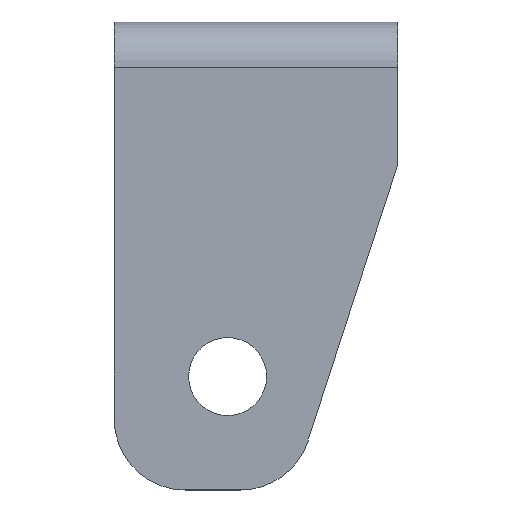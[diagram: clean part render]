
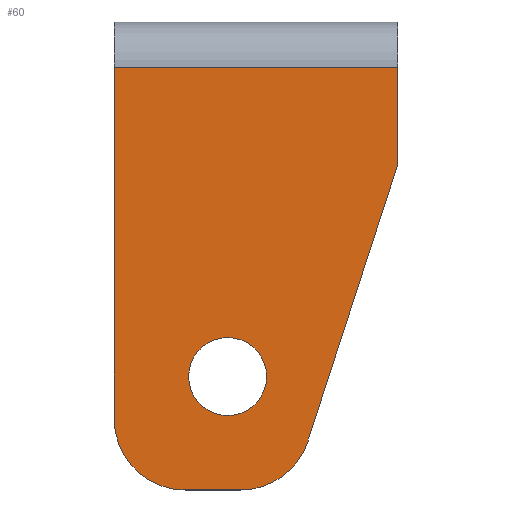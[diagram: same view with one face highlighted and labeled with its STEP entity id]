
A CAD part, left-side view. The second image highlights one B-rep face of the part: STEP entity #60.
In plain terms, the highlighted planar face has unit normal (-1, 0, 0).
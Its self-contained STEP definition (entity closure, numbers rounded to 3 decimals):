
#4 = CARTESIAN_POINT ( 'NONE',  ( -22., 12., -22. ) ) ;
#8 = DIRECTION ( 'NONE',  ( 0., 0., 1. ) ) ;
#34 = CARTESIAN_POINT ( 'NONE',  ( -22., 20., -25. ) ) ;
#56 = CARTESIAN_POINT ( 'NONE',  ( -22., 12., -22. ) ) ;
#60 = ADVANCED_FACE ( 'NONE', ( #457, #616 ), #311, .F. ) ;
#66 = DIRECTION ( 'NONE',  ( 0., -0.309, 0.951 ) ) ;
#91 = ORIENTED_EDGE ( 'NONE', *, *, #627, .F. ) ;
#97 = VECTOR ( 'NONE', #639, 1000. ) ;
#135 = VECTOR ( 'NONE', #486, 1000. ) ;
#151 = CIRCLE ( 'NONE', #202, 2.75 ) ;
#161 = DIRECTION ( 'NONE',  ( -1., 0., 0. ) ) ;
#164 = ORIENTED_EDGE ( 'NONE', *, *, #819, .F. ) ;
#171 = DIRECTION ( 'NONE',  ( 0., -1., 0. ) ) ;
#173 = EDGE_CURVE ( 'NONE', #651, #899, #888, .T. ) ;
#194 = EDGE_LOOP ( 'NONE', ( #91, #240 ) ) ;
#202 = AXIS2_PLACEMENT_3D ( 'NONE', #4, #654, #8 ) ;
#218 = CARTESIAN_POINT ( 'NONE',  ( -22., 11.089, -25. ) ) ;
#219 = CIRCLE ( 'NONE', #695, 2.75 ) ;
#224 = DIRECTION ( 'NONE',  ( 0., 0., -1. ) ) ;
#233 = CIRCLE ( 'NONE', #626, 5. ) ;
#240 = ORIENTED_EDGE ( 'NONE', *, *, #867, .F. ) ;
#242 = CARTESIAN_POINT ( 'NONE',  ( -22., 15., -30. ) ) ;
#246 = DIRECTION ( 'NONE',  ( 0., 0., -1. ) ) ;
#257 = EDGE_CURVE ( 'NONE', #977, #814, #406, .T. ) ;
#272 = VERTEX_POINT ( 'NONE', #564 ) ;
#275 = LINE ( 'NONE', #746, #805 ) ;
#308 = ORIENTED_EDGE ( 'NONE', *, *, #1011, .T. ) ;
#311 = PLANE ( 'NONE',  #869 ) ;
#351 = CARTESIAN_POINT ( 'NONE',  ( -22., 20., -0.2 ) ) ;
#394 = CARTESIAN_POINT ( 'NONE',  ( -22., 8.654, -33.687 ) ) ;
#406 = LINE ( 'NONE', #351, #97 ) ;
#408 = LINE ( 'NONE', #394, #629 ) ;
#437 = ORIENTED_EDGE ( 'NONE', *, *, #588, .T. ) ;
#440 = DIRECTION ( 'NONE',  ( 0., 0., 1. ) ) ;
#444 = CARTESIAN_POINT ( 'NONE',  ( -22., 12., -24.75 ) ) ;
#450 = CIRCLE ( 'NONE', #711, 5. ) ;
#453 = ORIENTED_EDGE ( 'NONE', *, *, #173, .T. ) ;
#457 = FACE_BOUND ( 'NONE', #194, .T. ) ;
#470 = DIRECTION ( 'NONE',  ( -1., 0., 0. ) ) ;
#478 = ORIENTED_EDGE ( 'NONE', *, *, #257, .F. ) ;
#486 = DIRECTION ( 'NONE',  ( 0., 0., 1. ) ) ;
#519 = CARTESIAN_POINT ( 'NONE',  ( -22., 11.089, -30. ) ) ;
#564 = CARTESIAN_POINT ( 'NONE',  ( -22., 6.333, -26.545 ) ) ;
#570 = EDGE_LOOP ( 'NONE', ( #164, #632, #453, #770, #308, #437, #478 ) ) ;
#571 = EDGE_CURVE ( 'NONE', #899, #272, #233, .T. ) ;
#577 = CARTESIAN_POINT ( 'NONE',  ( -22., 0., -0.2 ) ) ;
#588 = EDGE_CURVE ( 'NONE', #837, #814, #956, .T. ) ;
#591 = VERTEX_POINT ( 'NONE', #798 ) ;
#594 = CARTESIAN_POINT ( 'NONE',  ( -22., 0., -7.053 ) ) ;
#616 = FACE_OUTER_BOUND ( 'NONE', #570, .T. ) ;
#626 = AXIS2_PLACEMENT_3D ( 'NONE', #218, #161, #917 ) ;
#627 = EDGE_CURVE ( 'NONE', #591, #858, #151, .T. ) ;
#629 = VECTOR ( 'NONE', #66, 1000. ) ;
#632 = ORIENTED_EDGE ( 'NONE', *, *, #1021, .T. ) ;
#639 = DIRECTION ( 'NONE',  ( 0., -1., 0. ) ) ;
#651 = VERTEX_POINT ( 'NONE', #242 ) ;
#654 = DIRECTION ( 'NONE',  ( -1., 0., 0. ) ) ;
#661 = CARTESIAN_POINT ( 'NONE',  ( -22., 20., -30. ) ) ;
#686 = CARTESIAN_POINT ( 'NONE',  ( -22., 20., -0.2 ) ) ;
#695 = AXIS2_PLACEMENT_3D ( 'NONE', #56, #998, #440 ) ;
#711 = AXIS2_PLACEMENT_3D ( 'NONE', #859, #470, #246 ) ;
#746 = CARTESIAN_POINT ( 'NONE',  ( -22., 20., -30. ) ) ;
#770 = ORIENTED_EDGE ( 'NONE', *, *, #571, .T. ) ;
#776 = VERTEX_POINT ( 'NONE', #34 ) ;
#783 = CARTESIAN_POINT ( 'NONE',  ( -22., 20., -30. ) ) ;
#789 = CARTESIAN_POINT ( 'NONE',  ( -22., 0., -30. ) ) ;
#797 = DIRECTION ( 'NONE',  ( 0., 0., 1. ) ) ;
#798 = CARTESIAN_POINT ( 'NONE',  ( -22., 12., -19.25 ) ) ;
#805 = VECTOR ( 'NONE', #797, 1000. ) ;
#814 = VERTEX_POINT ( 'NONE', #577 ) ;
#819 = EDGE_CURVE ( 'NONE', #776, #977, #275, .T. ) ;
#837 = VERTEX_POINT ( 'NONE', #594 ) ;
#858 = VERTEX_POINT ( 'NONE', #444 ) ;
#859 = CARTESIAN_POINT ( 'NONE',  ( -22., 15., -25. ) ) ;
#867 = EDGE_CURVE ( 'NONE', #858, #591, #219, .T. ) ;
#869 = AXIS2_PLACEMENT_3D ( 'NONE', #783, #1002, #224 ) ;
#888 = LINE ( 'NONE', #661, #933 ) ;
#899 = VERTEX_POINT ( 'NONE', #519 ) ;
#917 = DIRECTION ( 'NONE',  ( 0., 0., -1. ) ) ;
#933 = VECTOR ( 'NONE', #171, 1000. ) ;
#956 = LINE ( 'NONE', #789, #135 ) ;
#977 = VERTEX_POINT ( 'NONE', #686 ) ;
#998 = DIRECTION ( 'NONE',  ( -1., 0., 0. ) ) ;
#1002 = DIRECTION ( 'NONE',  ( 1., 0., 0. ) ) ;
#1011 = EDGE_CURVE ( 'NONE', #272, #837, #408, .T. ) ;
#1021 = EDGE_CURVE ( 'NONE', #776, #651, #450, .T. ) ;
